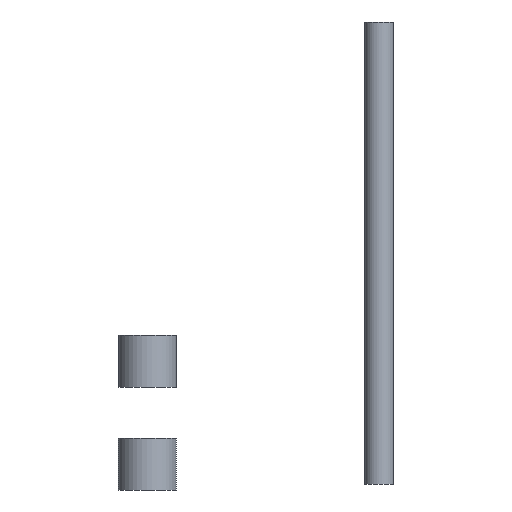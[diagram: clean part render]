
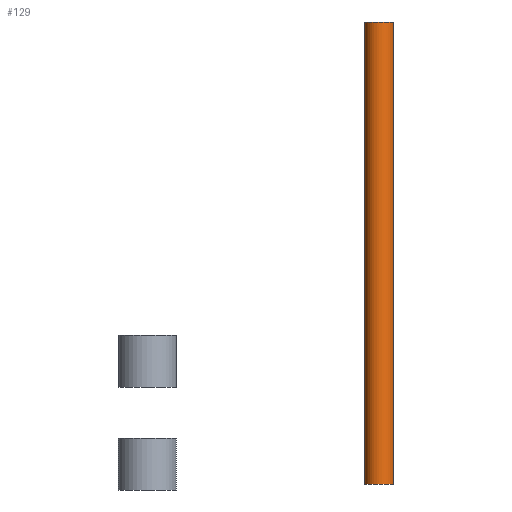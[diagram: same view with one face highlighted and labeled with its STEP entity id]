
A CAD part, front view. The second image highlights one B-rep face of the part: STEP entity #129.
In plain terms, the highlighted cylindrical face has radius 1.25 mm (diameter 2.5 mm), a full revolution.
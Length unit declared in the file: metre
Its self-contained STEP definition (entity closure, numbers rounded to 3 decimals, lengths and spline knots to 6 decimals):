
#40=ORIENTED_EDGE('',*,*,#52,.F.);
#41=ORIENTED_EDGE('',*,*,#53,.T.);
#52=EDGE_CURVE('',#62,#62,#72,.T.);
#53=EDGE_CURVE('',#63,#63,#73,.T.);
#62=VERTEX_POINT('',#275);
#63=VERTEX_POINT('',#277);
#72=CIRCLE('',#188,0.00125);
#73=CIRCLE('',#189,0.00125);
#90=EDGE_LOOP('',(#40));
#91=EDGE_LOOP('',(#41));
#110=FACE_BOUND('',#90,.T.);
#111=FACE_BOUND('',#91,.T.);
#118=CYLINDRICAL_SURFACE('',#187,0.00125);
#129=ADVANCED_FACE('',(#110,#111),#118,.T.);
#187=AXIS2_PLACEMENT_3D('',#273,#234,#235);
#188=AXIS2_PLACEMENT_3D('',#274,#236,#237);
#189=AXIS2_PLACEMENT_3D('',#276,#238,#239);
#234=DIRECTION('',(0.,0.,-1.));
#235=DIRECTION('',(-1.,0.,0.));
#236=DIRECTION('',(0.,0.,1.));
#237=DIRECTION('',(1.,0.,0.));
#238=DIRECTION('',(0.,0.,1.));
#239=DIRECTION('',(1.,0.,0.));
#273=CARTESIAN_POINT('',(0.,0.,0.04));
#274=CARTESIAN_POINT('',(0.,0.,0.04));
#275=CARTESIAN_POINT('',(0.00125,0.,0.04));
#276=CARTESIAN_POINT('',(0.,0.,0.));
#277=CARTESIAN_POINT('',(0.00125,0.,0.));
